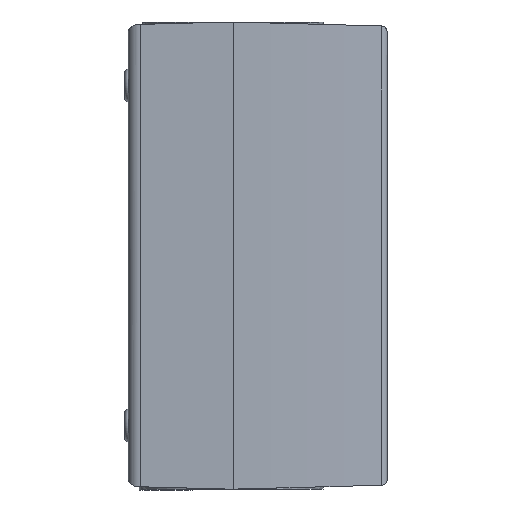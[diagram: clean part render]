
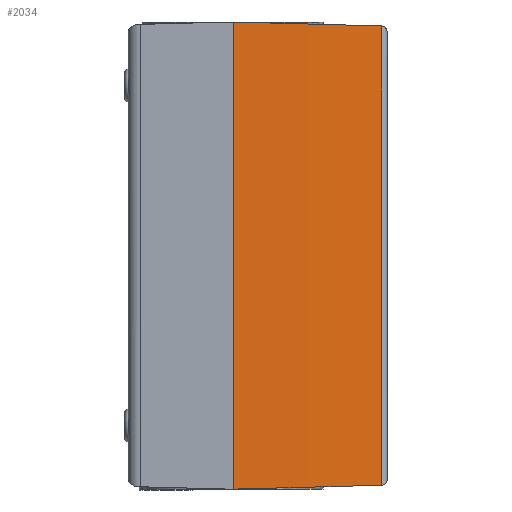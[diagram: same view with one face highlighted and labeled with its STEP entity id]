
A CAD part, left-side view. The second image highlights one B-rep face of the part: STEP entity #2034.
In plain terms, the highlighted cylindrical face has radius 396.632 mm (diameter 793.264 mm), a partial arc.
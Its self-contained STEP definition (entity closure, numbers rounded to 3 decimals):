
#1474 = EDGE_CURVE( '', #4308, #4309, #4310, .T. );
#1522 = EDGE_CURVE( '', #4395, #4396, #4397, .T. );
#1952 = EDGE_CURVE( '', #4309, #5128, #5129, .T. );
#2032 = EDGE_CURVE( '', #4308, #5249, #5250, .T. );
#2034 = ADVANCED_FACE( '', ( #5252 ), #5253, .T. );
#2268 = EDGE_CURVE( '', #4396, #5249, #5618, .T. );
#4028 = EDGE_CURVE( '', #5128, #4395, #7900, .T. );
#4308 = VERTEX_POINT( '', #8282 );
#4309 = VERTEX_POINT( '', #8283 );
#4310 = B_SPLINE_CURVE_WITH_KNOTS( '', 3, ( #8284, #8285, #8286, #8287 ), .UNSPECIFIED., .F., .F., ( 4, 4 ), ( 6.623, 6.767 ), .UNSPECIFIED. );
#4395 = VERTEX_POINT( '', #8417 );
#4396 = VERTEX_POINT( '', #8418 );
#4397 = ELLIPSE( '', #8419, 396.768, 396.632 );
#5128 = VERTEX_POINT( '', #9561 );
#5129 = ELLIPSE( '', #9562, 396.768, 396.632 );
#5249 = VERTEX_POINT( '', #9755 );
#5250 = LINE( '', #9756, #9757 );
#5252 = FACE_OUTER_BOUND( '', #9759, .T. );
#5253 = CYLINDRICAL_SURFACE( '', #9760, 396.632 );
#5618 = B_SPLINE_CURVE_WITH_KNOTS( '', 3, ( #10343, #10344, #10345, #10346 ), .UNSPECIFIED., .F., .F., ( 4, 4 ), ( 6.845, 6.989 ), .UNSPECIFIED. );
#7900 = LINE( '', #14423, #14424 );
#8282 = CARTESIAN_POINT( '', ( -47.165, 1.315, 36.032 ) );
#8283 = CARTESIAN_POINT( '', ( -47.183, 1.461, 36.043 ) );
#8284 = CARTESIAN_POINT( '', ( -47.165, 1.315, 36.032 ) );
#8285 = CARTESIAN_POINT( '', ( -47.171, 1.364, 36.038 ) );
#8286 = CARTESIAN_POINT( '', ( -47.177, 1.413, 36.042 ) );
#8287 = CARTESIAN_POINT( '', ( -47.183, 1.461, 36.043 ) );
#8417 = CARTESIAN_POINT( '', ( -49.977, 37.49, -76.987 ) );
#8418 = CARTESIAN_POINT( '', ( -47.183, 1.461, -76.043 ) );
#8419 = AXIS2_PLACEMENT_3D( '', #14897, #14898, #14899 );
#9561 = CARTESIAN_POINT( '', ( -49.977, 37.49, 36.987 ) );
#9562 = AXIS2_PLACEMENT_3D( '', #15678, #15679, #15680 );
#9755 = CARTESIAN_POINT( '', ( -47.165, 1.315, -76.032 ) );
#9756 = CARTESIAN_POINT( '', ( -47.165, 1.315, 37. ) );
#9757 = VECTOR( '', #15873, 1000. );
#9759 = EDGE_LOOP( '', ( #15875, #15876, #15877, #15878, #15879, #15880 ) );
#9760 = AXIS2_PLACEMENT_3D( '', #15881, #15882, #15883 );
#10343 = CARTESIAN_POINT( '', ( -47.183, 1.461, -76.043 ) );
#10344 = CARTESIAN_POINT( '', ( -47.177, 1.413, -76.042 ) );
#10345 = CARTESIAN_POINT( '', ( -47.171, 1.364, -76.038 ) );
#10346 = CARTESIAN_POINT( '', ( -47.165, 1.315, -76.032 ) );
#14423 = CARTESIAN_POINT( '', ( -49.977, 37.49, -20. ) );
#14424 = VECTOR( '', #19747, 1000. );
#14897 = CARTESIAN_POINT( '', ( 346.454, 50.107, -77.317 ) );
#14898 = DIRECTION( '', ( 0., 0.026, 1. ) );
#14899 = DIRECTION( '', ( 0., -1., 0.026 ) );
#15678 = CARTESIAN_POINT( '', ( 346.454, 50.107, 37.317 ) );
#15679 = DIRECTION( '', ( 0., 0.026, -1. ) );
#15680 = DIRECTION( '', ( 0., -1., -0.026 ) );
#15873 = DIRECTION( '', ( 0., 0., -1. ) );
#15875 = ORIENTED_EDGE( '', *, *, #4028, .T. );
#15876 = ORIENTED_EDGE( '', *, *, #1522, .T. );
#15877 = ORIENTED_EDGE( '', *, *, #2268, .T. );
#15878 = ORIENTED_EDGE( '', *, *, #2032, .F. );
#15879 = ORIENTED_EDGE( '', *, *, #1474, .T. );
#15880 = ORIENTED_EDGE( '', *, *, #1952, .T. );
#15881 = CARTESIAN_POINT( '', ( 346.454, 50.107, 37. ) );
#15882 = DIRECTION( '', ( 0., 0., -1. ) );
#15883 = DIRECTION( '', ( -0.992, -0.123, 0. ) );
#19747 = DIRECTION( '', ( 0., 0., -1. ) );
